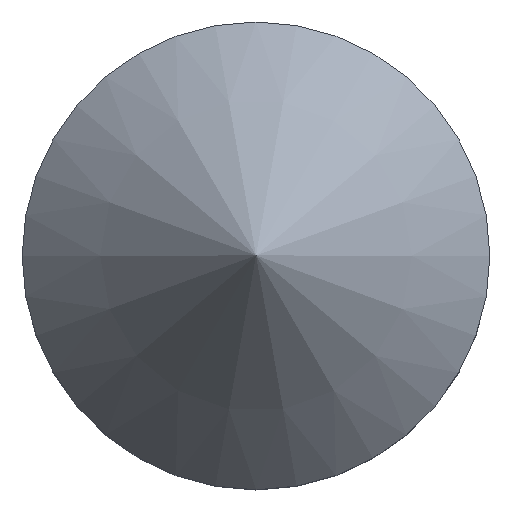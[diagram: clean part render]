
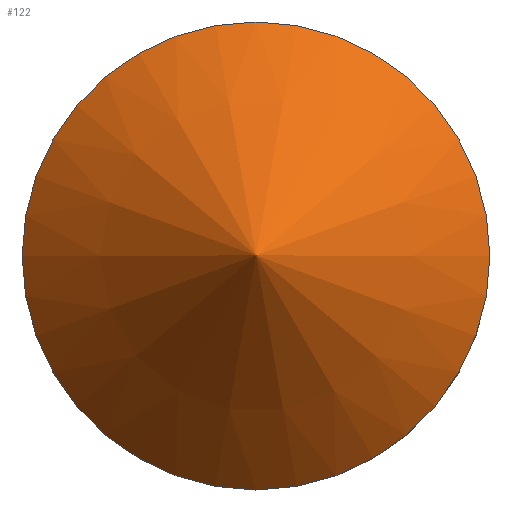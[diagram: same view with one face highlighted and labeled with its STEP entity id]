
A CAD part, top view. The second image highlights one B-rep face of the part: STEP entity #122.
In plain terms, the highlighted conical face has half-angle 43.152 degrees and reference radius 0.75 mm.
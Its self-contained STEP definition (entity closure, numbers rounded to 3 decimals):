
#13=CONICAL_SURFACE('',#153,0.75,0.753);
#31=FACE_OUTER_BOUND('',#43,.T.);
#43=EDGE_LOOP('',(#104,#105,#106));
#49=LINE('',#224,#54);
#54=VECTOR('',#190,0.75);
#62=CIRCLE('',#152,0.75);
#70=VERTEX_POINT('',#219);
#71=VERTEX_POINT('',#223);
#81=EDGE_CURVE('',#70,#70,#62,.T.);
#83=EDGE_CURVE('',#71,#70,#49,.T.);
#104=ORIENTED_EDGE('',*,*,#83,.T.);
#105=ORIENTED_EDGE('',*,*,#81,.T.);
#106=ORIENTED_EDGE('',*,*,#83,.F.);
#122=ADVANCED_FACE('',(#31),#13,.T.);
#152=AXIS2_PLACEMENT_3D('',#220,#185,#186);
#153=AXIS2_PLACEMENT_3D('',#222,#188,#189);
#185=DIRECTION('center_axis',(0.,0.,1.));
#186=DIRECTION('ref_axis',(1.,0.,0.));
#188=DIRECTION('center_axis',(0.,0.,-1.));
#189=DIRECTION('ref_axis',(1.,0.,0.));
#190=DIRECTION('',(-0.684,0.,-0.73));
#219=CARTESIAN_POINT('',(-0.75,0.,16.3));
#220=CARTESIAN_POINT('Origin',(0.,0.,16.3));
#222=CARTESIAN_POINT('Origin',(0.,0.,16.3));
#223=CARTESIAN_POINT('',(0.,0.,17.1));
#224=CARTESIAN_POINT('',(-0.75,0.,16.3));
